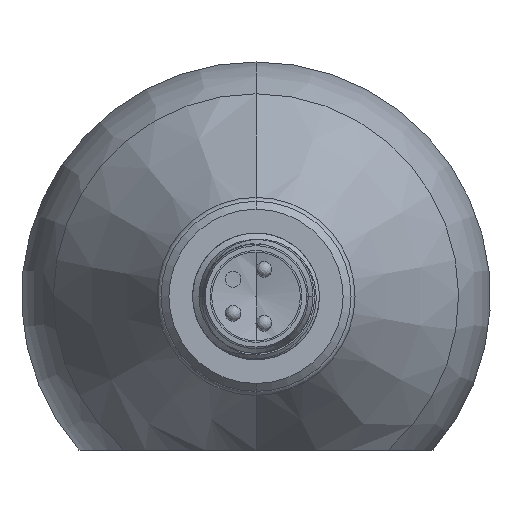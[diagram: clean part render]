
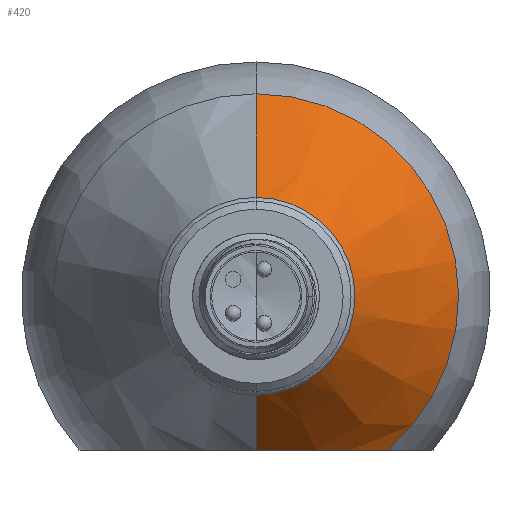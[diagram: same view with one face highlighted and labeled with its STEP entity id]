
A CAD part, front view. The second image highlights one B-rep face of the part: STEP entity #420.
In plain terms, the highlighted conical face has half-angle 30 degrees and reference radius 14.8 mm.
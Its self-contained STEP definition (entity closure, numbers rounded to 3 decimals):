
#14 = EDGE_CURVE ( 'NONE', #2673, #3391, #22, .T. ) ;
#22 = B_SPLINE_CURVE_WITH_KNOTS ( 'NONE', 3,
 ( #2106, #691, #3148, #2927, #619, #635, #56, #3131, #1175, #3166, #1822, #392, #2566, #2296, #1770, #1250 ),
 .UNSPECIFIED., .F., .F.,
 ( 4, 2, 2, 2, 2, 2, 2, 4 ),
 ( 0.062, 0.064, 0.067, 0.068, 0.069, 0.071, 0.071, 0.072 ),
 .UNSPECIFIED. ) ;
#56 = CARTESIAN_POINT ( 'NONE',  ( -6.201, -187.245, -17.254 ) ) ;
#62 = CIRCLE ( 'NONE', #1349, 6. ) ;
#77 = CARTESIAN_POINT ( 'NONE',  ( -10.181, -195.004, -1.554 ) ) ;
#101 = DIRECTION ( 'NONE',  ( 0., 0.866, 0.5 ) ) ;
#107 = CARTESIAN_POINT ( 'NONE',  ( -10.181, -183.242, 5.237 ) ) ;
#153 = EDGE_CURVE ( 'NONE', #3142, #3328, #62, .T. ) ;
#163 = CARTESIAN_POINT ( 'NONE',  ( -10.181, -195.004, -7.554 ) ) ;
#177 = LINE ( 'NONE', #2540, #1054 ) ;
#203 = DIRECTION ( 'NONE',  ( 0., 0., 1. ) ) ;
#208 = ORIENTED_EDGE ( 'NONE', *, *, #727, .T. ) ;
#332 = DIRECTION ( 'NONE',  ( 0., 0., 1. ) ) ;
#350 = LINE ( 'NONE', #3167, #1892 ) ;
#392 = CARTESIAN_POINT ( 'NONE',  ( -9.12, -188.499, -17.254 ) ) ;
#420 = ADVANCED_FACE ( 'NONE', ( #3106 ), #1470, .T. ) ;
#562 = DIRECTION ( 'NONE',  ( 0., -1., 0. ) ) ;
#619 = CARTESIAN_POINT ( 'NONE',  ( -4.835, -186.241, -17.254 ) ) ;
#635 = CARTESIAN_POINT ( 'NONE',  ( -5.852, -187.005, -17.254 ) ) ;
#691 = CARTESIAN_POINT ( 'NONE',  ( -2.403, -183.873, -17.254 ) ) ;
#727 = EDGE_CURVE ( 'NONE', #3142, #3391, #177, .T. ) ;
#844 = VERTEX_POINT ( 'NONE', #107 ) ;
#871 = CARTESIAN_POINT ( 'NONE',  ( -10.181, -188.595, -17.254 ) ) ;
#1054 = VECTOR ( 'NONE', #3380, 1000. ) ;
#1056 = DIRECTION ( 'NONE',  ( 0., -1., 0. ) ) ;
#1114 = DIRECTION ( 'NONE',  ( 0., 1., 0. ) ) ;
#1175 = CARTESIAN_POINT ( 'NONE',  ( -7.306, -187.885, -17.254 ) ) ;
#1212 = CARTESIAN_POINT ( 'NONE',  ( -10.181, -183.242, -7.554 ) ) ;
#1250 = CARTESIAN_POINT ( 'NONE',  ( -10.181, -188.595, -17.254 ) ) ;
#1349 = AXIS2_PLACEMENT_3D ( 'NONE', #163, #1056, #203 ) ;
#1470 = CONICAL_SURFACE ( 'NONE', #3279, 14.8, 0.524 ) ;
#1729 = EDGE_CURVE ( 'NONE', #3328, #844, #350, .T. ) ;
#1770 = CARTESIAN_POINT ( 'NONE',  ( -9.97, -188.595, -17.254 ) ) ;
#1822 = CARTESIAN_POINT ( 'NONE',  ( -8.495, -188.358, -17.254 ) ) ;
#1841 = ORIENTED_EDGE ( 'NONE', *, *, #14, .F. ) ;
#1892 = VECTOR ( 'NONE', #101, 1000. ) ;
#2106 = CARTESIAN_POINT ( 'NONE',  ( -1.844, -183.242, -17.254 ) ) ;
#2264 = CARTESIAN_POINT ( 'NONE',  ( -10.181, -179.762, -7.554 ) ) ;
#2296 = CARTESIAN_POINT ( 'NONE',  ( -9.758, -188.583, -17.254 ) ) ;
#2313 = AXIS2_PLACEMENT_3D ( 'NONE', #1212, #562, #3129 ) ;
#2535 = CIRCLE ( 'NONE', #2313, 12.79 ) ;
#2540 = CARTESIAN_POINT ( 'NONE',  ( -10.181, -179.762, -22.354 ) ) ;
#2566 = CARTESIAN_POINT ( 'NONE',  ( -9.333, -188.535, -17.254 ) ) ;
#2672 = CARTESIAN_POINT ( 'NONE',  ( -10.181, -195.004, -13.554 ) ) ;
#2673 = VERTEX_POINT ( 'NONE', #3546 ) ;
#2927 = CARTESIAN_POINT ( 'NONE',  ( -4.194, -185.672, -17.254 ) ) ;
#2948 = EDGE_CURVE ( 'NONE', #2673, #844, #2535, .T. ) ;
#3089 = ORIENTED_EDGE ( 'NONE', *, *, #2948, .T. ) ;
#3106 = FACE_OUTER_BOUND ( 'NONE', #3210, .T. ) ;
#3129 = DIRECTION ( 'NONE',  ( 0., 0., 1. ) ) ;
#3131 = CARTESIAN_POINT ( 'NONE',  ( -6.926, -187.684, -17.254 ) ) ;
#3142 = VERTEX_POINT ( 'NONE', #2672 ) ;
#3148 = CARTESIAN_POINT ( 'NONE',  ( -2.98, -184.489, -17.254 ) ) ;
#3166 = CARTESIAN_POINT ( 'NONE',  ( -8.092, -188.223, -17.254 ) ) ;
#3167 = CARTESIAN_POINT ( 'NONE',  ( -10.181, -179.762, 7.246 ) ) ;
#3210 = EDGE_LOOP ( 'NONE', ( #3494, #208, #1841, #3089, #3525 ) ) ;
#3279 = AXIS2_PLACEMENT_3D ( 'NONE', #2264, #1114, #332 ) ;
#3328 = VERTEX_POINT ( 'NONE', #77 ) ;
#3380 = DIRECTION ( 'NONE',  ( 0., 0.866, -0.5 ) ) ;
#3391 = VERTEX_POINT ( 'NONE', #871 ) ;
#3494 = ORIENTED_EDGE ( 'NONE', *, *, #153, .F. ) ;
#3525 = ORIENTED_EDGE ( 'NONE', *, *, #1729, .F. ) ;
#3546 = CARTESIAN_POINT ( 'NONE',  ( -1.844, -183.242, -17.254 ) ) ;
